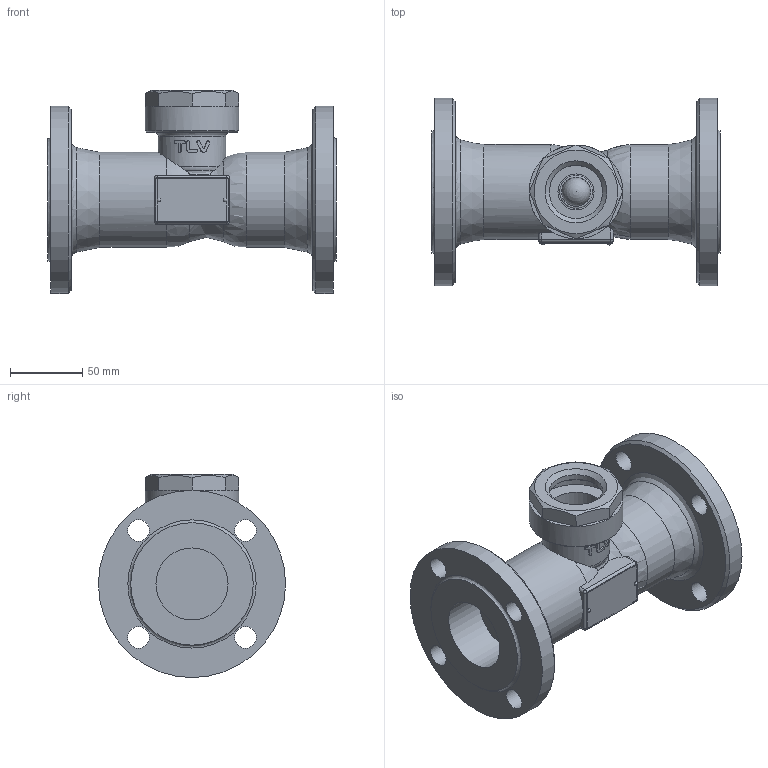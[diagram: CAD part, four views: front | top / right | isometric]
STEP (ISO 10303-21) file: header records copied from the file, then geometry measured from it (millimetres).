
FILE_DESCRIPTION((''),'2;1');
FILE_NAME('t10n0-050-jis05-00.stp','2010-06-16T14:23:24',('nakaot'),(''),'Autodesk Inventor 2008','Autodesk Inventor 2008','');
FILE_SCHEMA(('AUTOMOTIVE_DESIGN { 1 0 10303 214 1 1 1 1 }'));
Length unit declared in the file: millimetre
Products named in the file (1): t10n0-050-jis05-00
Bounding box: 200 x 130 x 141 mm (x, y, z)
Volume: 883843.6 mm3; surface area: 126168.7 mm2
Topology: 2 solids, 2 shells, 146 faces, 372 edges, 235 vertices
Faces by surface type: plane 46, bspline 43, cylinder 34, sphere 11, cone 10, torus 2
Full cylindrical faces by diameter (mm): 15 x4, 23 x1, 25 x1, 37 x2, 47 x1, 50 x1, 51 x1, 56 x1, 65 x1, 66 x2, 130 x1
Entity records: 10465 total; most frequent: CARTESIAN_POINT 7445, ORIENTED_EDGE 608, DIRECTION 535, EDGE_CURVE 304, AXIS2_PLACEMENT_3D 220, EDGE_LOOP 220, VERTEX_POINT 219, FACE_OUTER_BOUND 146
